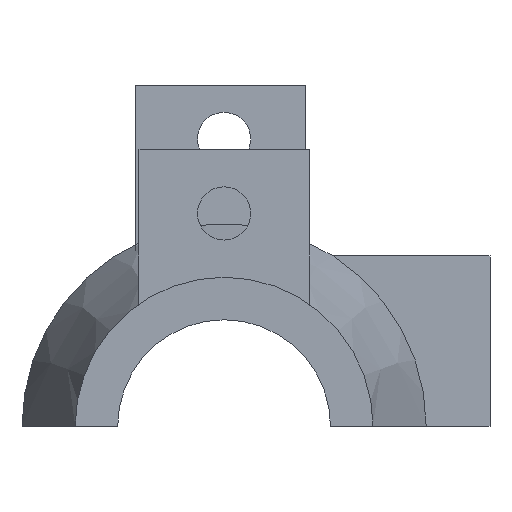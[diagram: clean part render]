
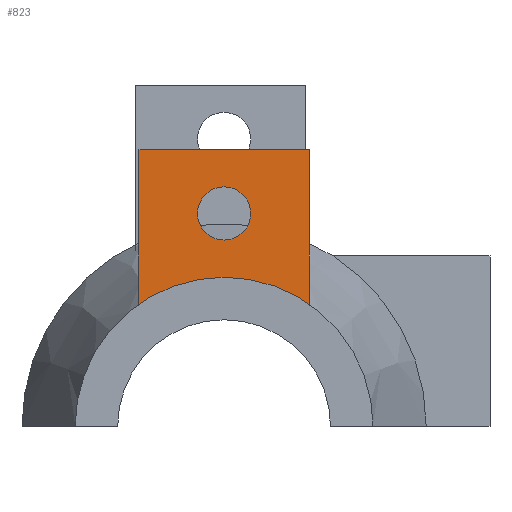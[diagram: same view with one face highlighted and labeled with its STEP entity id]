
A CAD part, front view. The second image highlights one B-rep face of the part: STEP entity #823.
In plain terms, the highlighted planar face has unit normal (0, -1, 0).
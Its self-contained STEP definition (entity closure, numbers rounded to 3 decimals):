
#15=FACE_BOUND('',#151,.T.);
#53=CIRCLE('',#904,1.25);
#100=FACE_OUTER_BOUND('',#150,.T.);
#150=EDGE_LOOP('',(#682,#683,#684,#685));
#151=EDGE_LOOP('',(#686));
#226=LINE('',#1331,#314);
#230=LINE('',#1338,#318);
#231=LINE('',#1341,#319);
#232=LINE('',#1342,#320);
#314=VECTOR('',#1080,10.);
#318=VECTOR('',#1086,10.);
#319=VECTOR('',#1089,10.);
#320=VECTOR('',#1090,10.);
#394=VERTEX_POINT('',#1319);
#398=VERTEX_POINT('',#1328);
#399=VERTEX_POINT('',#1330);
#401=VERTEX_POINT('',#1336);
#402=VERTEX_POINT('',#1340);
#491=EDGE_CURVE('',#394,#394,#53,.T.);
#496=EDGE_CURVE('',#398,#399,#226,.T.);
#500=EDGE_CURVE('',#401,#398,#230,.T.);
#501=EDGE_CURVE('',#402,#401,#231,.T.);
#502=EDGE_CURVE('',#402,#399,#232,.T.);
#682=ORIENTED_EDGE('',*,*,#500,.F.);
#683=ORIENTED_EDGE('',*,*,#501,.F.);
#684=ORIENTED_EDGE('',*,*,#502,.T.);
#685=ORIENTED_EDGE('',*,*,#496,.F.);
#686=ORIENTED_EDGE('',*,*,#491,.T.);
#777=PLANE('',#908);
#823=ADVANCED_FACE('',(#100,#15),#777,.T.);
#904=AXIS2_PLACEMENT_3D('',#1320,#1071,#1072);
#908=AXIS2_PLACEMENT_3D('',#1339,#1087,#1088);
#1071=DIRECTION('center_axis',(0.,1.,0.));
#1072=DIRECTION('ref_axis',(1.,0.,0.));
#1080=DIRECTION('',(1.,0.,0.));
#1086=DIRECTION('',(0.,0.,1.));
#1087=DIRECTION('center_axis',(0.,-1.,0.));
#1088=DIRECTION('ref_axis',(-1.,0.,0.));
#1089=DIRECTION('',(-1.,0.,0.));
#1090=DIRECTION('',(0.,0.,1.));
#1319=CARTESIAN_POINT('',(-1.25,-35.,10.));
#1320=CARTESIAN_POINT('Origin',(0.,-35.,10.));
#1328=CARTESIAN_POINT('',(-4.,-35.,13.));
#1330=CARTESIAN_POINT('',(4.,-35.,13.));
#1331=CARTESIAN_POINT('',(-4.,-35.,13.));
#1336=CARTESIAN_POINT('',(-4.,-35.,5.5));
#1338=CARTESIAN_POINT('',(-4.,-35.,10.));
#1339=CARTESIAN_POINT('Origin',(4.,-35.,10.));
#1340=CARTESIAN_POINT('',(4.,-35.,5.5));
#1341=CARTESIAN_POINT('',(-4.,-35.,5.5));
#1342=CARTESIAN_POINT('',(4.,-35.,10.));
